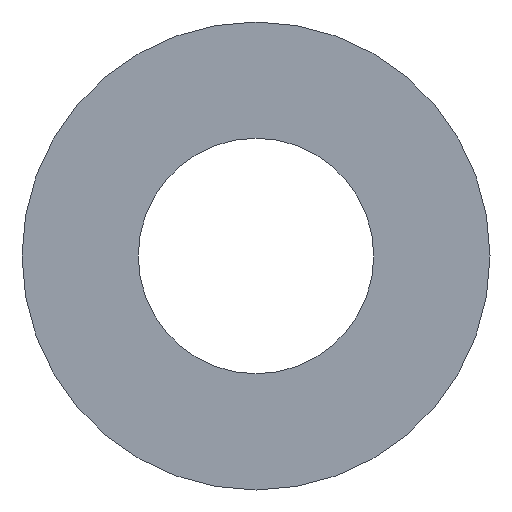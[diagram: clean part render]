
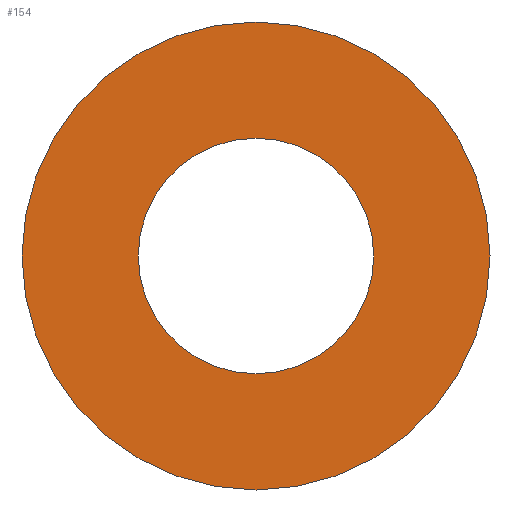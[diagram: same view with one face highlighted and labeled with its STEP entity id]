
A CAD part, left-side view. The second image highlights one B-rep face of the part: STEP entity #154.
In plain terms, the highlighted planar face has unit normal (-1, 0, 0).
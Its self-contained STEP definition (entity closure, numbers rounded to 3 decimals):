
#86 = VERTEX_POINT( '', #200 );
#112 = EDGE_CURVE( '', #118, #86, #231, .T. );
#118 = VERTEX_POINT( '', #237 );
#122 = EDGE_CURVE( '', #138, #148, #242, .T. );
#126 = EDGE_CURVE( '', #86, #118, #246, .T. );
#136 = EDGE_CURVE( '', #148, #138, #259, .T. );
#138 = VERTEX_POINT( '', #261 );
#148 = VERTEX_POINT( '', #271 );
#154 = ADVANCED_FACE( '', ( #278, #279 ), #280, .T. );
#200 = CARTESIAN_POINT( '', ( -50.5, 30.7, 0. ) );
#231 = CIRCLE( '', #356, 30.7 );
#237 = CARTESIAN_POINT( '', ( -50.5, -30.7, 0. ) );
#242 = CIRCLE( '', #370, 61. );
#246 = CIRCLE( '', #375, 30.7 );
#259 = CIRCLE( '', #393, 61. );
#261 = CARTESIAN_POINT( '', ( -50.5, 61., 0. ) );
#271 = CARTESIAN_POINT( '', ( -50.5, -61., 0. ) );
#278 = FACE_BOUND( '', #418, .T. );
#279 = FACE_OUTER_BOUND( '', #419, .T. );
#280 = PLANE( '', #420 );
#356 = AXIS2_PLACEMENT_3D( '', #501, #502, #503 );
#370 = AXIS2_PLACEMENT_3D( '', #513, #514, #515 );
#375 = AXIS2_PLACEMENT_3D( '', #516, #517, #518 );
#393 = AXIS2_PLACEMENT_3D( '', #537, #538, #539 );
#418 = EDGE_LOOP( '', ( #562, #563 ) );
#419 = EDGE_LOOP( '', ( #564, #565 ) );
#420 = AXIS2_PLACEMENT_3D( '', #566, #567, #568 );
#501 = CARTESIAN_POINT( '', ( -50.5, 0., 0. ) );
#502 = DIRECTION( '', ( -1., 0., 0. ) );
#503 = DIRECTION( '', ( 0., 1., 0. ) );
#513 = CARTESIAN_POINT( '', ( -50.5, 0., 0. ) );
#514 = DIRECTION( '', ( -1., 0., 0. ) );
#515 = DIRECTION( '', ( 0., 1., 0. ) );
#516 = CARTESIAN_POINT( '', ( -50.5, 0., 0. ) );
#517 = DIRECTION( '', ( -1., 0., 0. ) );
#518 = DIRECTION( '', ( 0., 1., 0. ) );
#537 = CARTESIAN_POINT( '', ( -50.5, 0., 0. ) );
#538 = DIRECTION( '', ( -1., 0., 0. ) );
#539 = DIRECTION( '', ( 0., 1., 0. ) );
#562 = ORIENTED_EDGE( '', *, *, #126, .F. );
#563 = ORIENTED_EDGE( '', *, *, #112, .F. );
#564 = ORIENTED_EDGE( '', *, *, #122, .T. );
#565 = ORIENTED_EDGE( '', *, *, #136, .T. );
#566 = CARTESIAN_POINT( '', ( -50.5, 45.85, 0. ) );
#567 = DIRECTION( '', ( -1., 0., 0. ) );
#568 = DIRECTION( '', ( 0., 1., 0. ) );
